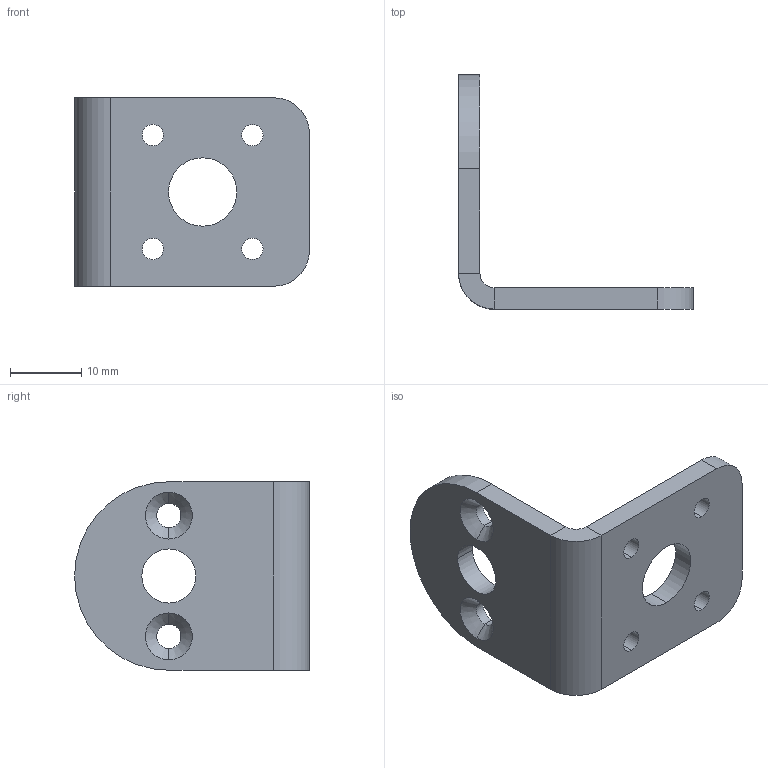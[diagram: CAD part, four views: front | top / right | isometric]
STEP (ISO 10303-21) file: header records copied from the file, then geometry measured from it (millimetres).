
FILE_DESCRIPTION (( 'STEP AP203' ), '1' );
FILE_NAME ('310盓殤.STEP', '2023-02-09T04:23:03', ( '' ), ( '' ), 'SwSTEP 2.0', 'SolidWorks 2021', '' );
FILE_SCHEMA (( 'CONFIG_CONTROL_DESIGN' ));
Length unit declared in the file: millimetre
Products named in the file (1): 310盓殤
Bounding box: 33 x 33 x 26.5 mm (x, y, z)
Volume: 4102.4 mm3; surface area: 3565.8 mm2
Topology: 1 solids, 1 shells, 37 faces, 93 edges, 58 vertices
Faces by surface type: cylinder 22, plane 11, cone 4
Entity records: 1228 total; most frequent: DIRECTION 217, CARTESIAN_POINT 189, ORIENTED_EDGE 186, EDGE_CURVE 93, AXIS2_PLACEMENT_3D 86, VERTEX_POINT 58, EDGE_LOOP 53, CIRCLE 48
